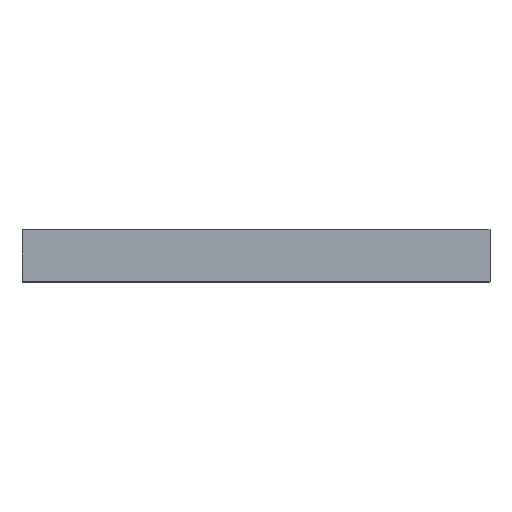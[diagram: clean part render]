
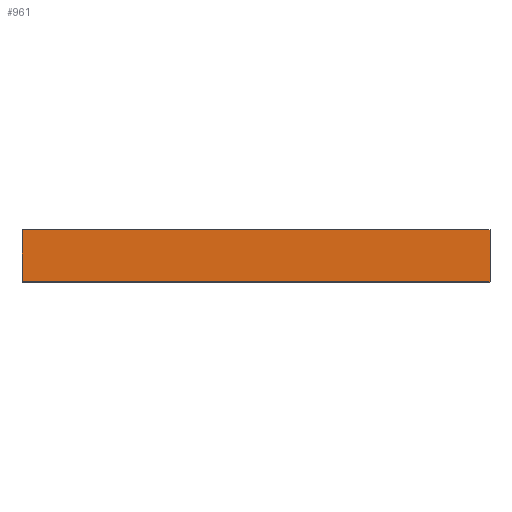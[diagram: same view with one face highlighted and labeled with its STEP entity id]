
A CAD part, top view. The second image highlights one B-rep face of the part: STEP entity #961.
In plain terms, the highlighted planar face has unit normal (0, 0, 1).
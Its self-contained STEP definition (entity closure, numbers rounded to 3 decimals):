
#6 = ORIENTED_EDGE ( 'NONE', *, *, #743, .T. ) ;
#103 = DIRECTION ( 'NONE',  ( 1., 0., 0. ) ) ;
#152 = EDGE_LOOP ( 'NONE', ( #1845, #1419, #6, #1649 ) ) ;
#174 = EDGE_CURVE ( 'NONE', #1881, #1843, #1138, .T. ) ;
#177 = VECTOR ( 'NONE', #325, 1000. ) ;
#294 = CARTESIAN_POINT ( 'NONE',  ( 45., -5., 45. ) ) ;
#300 = EDGE_CURVE ( 'NONE', #1724, #1881, #304, .T. ) ;
#302 = DIRECTION ( 'NONE',  ( 0., 1., 0. ) ) ;
#304 = LINE ( 'NONE', #920, #177 ) ;
#310 = LINE ( 'NONE', #294, #1603 ) ;
#325 = DIRECTION ( 'NONE',  ( 0., -1., 0. ) ) ;
#357 = CARTESIAN_POINT ( 'NONE',  ( 0., 0., 45. ) ) ;
#378 = DIRECTION ( 'NONE',  ( 0., 0., 1. ) ) ;
#421 = CARTESIAN_POINT ( 'NONE',  ( -45., -5., 45. ) ) ;
#503 = CARTESIAN_POINT ( 'NONE',  ( -45., 5., 45. ) ) ;
#561 = VECTOR ( 'NONE', #103, 1000. ) ;
#608 = DIRECTION ( 'NONE',  ( -1., 0., 0. ) ) ;
#743 = EDGE_CURVE ( 'NONE', #1843, #1589, #310, .T. ) ;
#784 = EDGE_CURVE ( 'NONE', #1589, #1724, #1491, .T. ) ;
#823 = FACE_OUTER_BOUND ( 'NONE', #152, .T. ) ;
#859 = CARTESIAN_POINT ( 'NONE',  ( -45., -5., 45. ) ) ;
#920 = CARTESIAN_POINT ( 'NONE',  ( -45., 5., 45. ) ) ;
#953 = DIRECTION ( 'NONE',  ( 1., 0., 0. ) ) ;
#961 = ADVANCED_FACE ( 'NONE', ( #823 ), #1103, .T. ) ;
#1009 = CARTESIAN_POINT ( 'NONE',  ( 45., -5., 45. ) ) ;
#1103 = PLANE ( 'NONE',  #1902 ) ;
#1138 = LINE ( 'NONE', #859, #561 ) ;
#1419 = ORIENTED_EDGE ( 'NONE', *, *, #174, .T. ) ;
#1491 = LINE ( 'NONE', #1632, #1508 ) ;
#1494 = CARTESIAN_POINT ( 'NONE',  ( 45., 5., 45. ) ) ;
#1508 = VECTOR ( 'NONE', #608, 1000. ) ;
#1589 = VERTEX_POINT ( 'NONE', #1494 ) ;
#1603 = VECTOR ( 'NONE', #302, 1000. ) ;
#1632 = CARTESIAN_POINT ( 'NONE',  ( 45., 5., 45. ) ) ;
#1649 = ORIENTED_EDGE ( 'NONE', *, *, #784, .T. ) ;
#1724 = VERTEX_POINT ( 'NONE', #503 ) ;
#1843 = VERTEX_POINT ( 'NONE', #1009 ) ;
#1845 = ORIENTED_EDGE ( 'NONE', *, *, #300, .T. ) ;
#1881 = VERTEX_POINT ( 'NONE', #421 ) ;
#1902 = AXIS2_PLACEMENT_3D ( 'NONE', #357, #378, #953 ) ;
